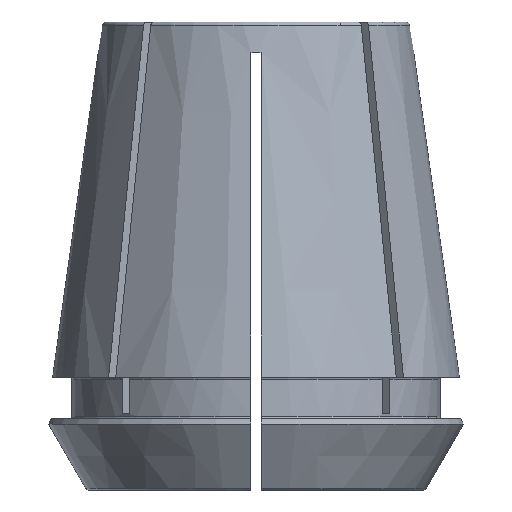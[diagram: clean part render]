
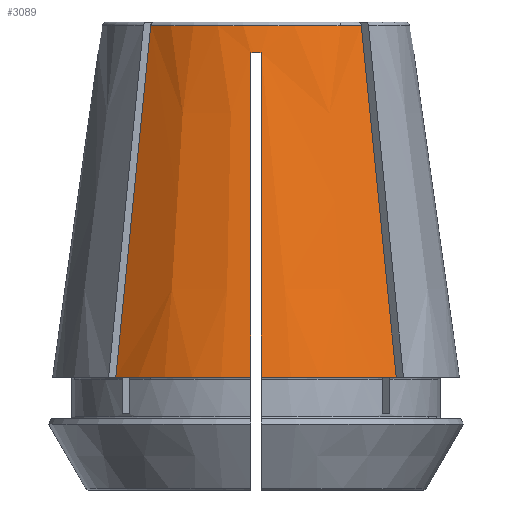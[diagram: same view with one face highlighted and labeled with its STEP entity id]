
A CAD part, front view. The second image highlights one B-rep face of the part: STEP entity #3089.
In plain terms, the highlighted conical face has half-angle 8 degrees and reference radius 15.095 mm.
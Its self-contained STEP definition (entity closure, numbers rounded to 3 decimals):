
#94=B_SPLINE_CURVE_WITH_KNOTS('',3,(#4583,#4584,#4585,#4586),
 .UNSPECIFIED.,.F.,.F.,(4,4),(0.,0.035),
 .UNSPECIFIED.);
#95=B_SPLINE_CURVE_WITH_KNOTS('',3,(#4590,#4591,#4592,#4593,#4594,#4595,
#4596),.UNSPECIFIED.,.F.,.F.,(4,3,4),(0.,0.027,
0.035),.UNSPECIFIED.);
#96=B_SPLINE_CURVE_WITH_KNOTS('',3,(#4600,#4601,#4602,#4603,#4604,#4605,
#4606,#4607,#4608,#4609),.UNSPECIFIED.,.F.,.F.,(4,3,3,4),(0.024,
0.028,0.056,0.056),.UNSPECIFIED.);
#97=B_SPLINE_CURVE_WITH_KNOTS('',3,(#4613,#4614,#4615,#4616,#4617,#4618,
#4619,#4620,#4621,#4622),.UNSPECIFIED.,.F.,.F.,(4,3,3,4),(0.024,
0.028,0.056,0.056),.UNSPECIFIED.);
#213=CONICAL_SURFACE('',#3285,15.095,0.14);
#686=ORIENTED_EDGE('',*,*,#1694,.T.);
#687=ORIENTED_EDGE('',*,*,#1695,.T.);
#688=ORIENTED_EDGE('',*,*,#1696,.F.);
#689=ORIENTED_EDGE('',*,*,#1697,.T.);
#690=ORIENTED_EDGE('',*,*,#1698,.T.);
#691=ORIENTED_EDGE('',*,*,#1699,.F.);
#692=ORIENTED_EDGE('',*,*,#1700,.F.);
#693=ORIENTED_EDGE('',*,*,#1701,.T.);
#1694=EDGE_CURVE('',#2198,#2199,#2519,.T.);
#1695=EDGE_CURVE('',#2199,#2200,#94,.T.);
#1696=EDGE_CURVE('',#2201,#2200,#2520,.T.);
#1697=EDGE_CURVE('',#2201,#2202,#95,.T.);
#1698=EDGE_CURVE('',#2202,#2203,#2521,.T.);
#1699=EDGE_CURVE('',#2204,#2203,#96,.T.);
#1700=EDGE_CURVE('',#2205,#2204,#2522,.T.);
#1701=EDGE_CURVE('',#2205,#2198,#97,.T.);
#2198=VERTEX_POINT('',#4581);
#2199=VERTEX_POINT('',#4582);
#2200=VERTEX_POINT('',#4587);
#2201=VERTEX_POINT('',#4589);
#2202=VERTEX_POINT('',#4597);
#2203=VERTEX_POINT('',#4599);
#2204=VERTEX_POINT('',#4610);
#2205=VERTEX_POINT('',#4612);
#2519=CIRCLE('',#3286,20.);
#2520=CIRCLE('',#3287,15.144);
#2521=CIRCLE('',#3288,20.);
#2522=CIRCLE('',#3289,15.517);
#2685=EDGE_LOOP('',(#686,#687,#688,#689,#690,#691,#692,#693));
#2853=FACE_BOUND('',#2685,.T.);
#3089=ADVANCED_FACE('',(#2853),#213,.T.);
#3285=AXIS2_PLACEMENT_3D('',#4579,#3664,#3665);
#3286=AXIS2_PLACEMENT_3D('',#4580,#3666,#3667);
#3287=AXIS2_PLACEMENT_3D('',#4588,#3668,#3669);
#3288=AXIS2_PLACEMENT_3D('',#4598,#3670,#3671);
#3289=AXIS2_PLACEMENT_3D('',#4611,#3672,#3673);
#3664=DIRECTION('',(0.,0.,-1.));
#3665=DIRECTION('',(-1.,0.,0.));
#3666=DIRECTION('',(0.,0.,1.));
#3667=DIRECTION('',(1.,0.,0.));
#3668=DIRECTION('',(0.,0.,1.));
#3669=DIRECTION('',(1.,0.,0.));
#3670=DIRECTION('',(0.,0.,1.));
#3671=DIRECTION('',(1.,0.,0.));
#3672=DIRECTION('',(0.,0.,-1.));
#3673=DIRECTION('',(-1.,0.,0.));
#4579=CARTESIAN_POINT('',(0.,0.,39.));
#4580=CARTESIAN_POINT('',(0.,0.,4.1));
#4581=CARTESIAN_POINT('',(0.5,-19.994,4.1));
#4582=CARTESIAN_POINT('',(13.784,-14.491,4.1));
#4583=CARTESIAN_POINT('',(13.784,-14.491,4.1));
#4584=CARTESIAN_POINT('',(12.639,-13.346,15.619));
#4585=CARTESIAN_POINT('',(11.494,-12.201,27.137));
#4586=CARTESIAN_POINT('',(10.349,-11.056,38.656));
#4587=CARTESIAN_POINT('',(10.349,-11.056,38.656));
#4588=CARTESIAN_POINT('',(0.,0.,38.656));
#4589=CARTESIAN_POINT('',(-10.349,-11.056,38.656));
#4590=CARTESIAN_POINT('',(-10.349,-11.056,38.656));
#4591=CARTESIAN_POINT('',(-11.221,-11.928,29.88));
#4592=CARTESIAN_POINT('',(-12.094,-12.801,21.104));
#4593=CARTESIAN_POINT('',(-12.966,-13.673,12.328));
#4594=CARTESIAN_POINT('',(-13.239,-13.946,9.585));
#4595=CARTESIAN_POINT('',(-13.512,-14.219,6.843));
#4596=CARTESIAN_POINT('',(-13.784,-14.491,4.1));
#4597=CARTESIAN_POINT('',(-13.784,-14.491,4.1));
#4598=CARTESIAN_POINT('',(0.,0.,4.1));
#4599=CARTESIAN_POINT('',(-0.5,-19.994,4.1));
#4600=CARTESIAN_POINT('',(-0.5,-15.509,36.));
#4601=CARTESIAN_POINT('',(-0.5,-15.694,34.684));
#4602=CARTESIAN_POINT('',(-0.5,-15.879,33.369));
#4603=CARTESIAN_POINT('',(-0.5,-16.064,32.053));
#4604=CARTESIAN_POINT('',(-0.5,-17.373,22.739));
#4605=CARTESIAN_POINT('',(-0.5,-18.683,13.425));
#4606=CARTESIAN_POINT('',(-0.5,-19.992,4.112));
#4607=CARTESIAN_POINT('',(-0.5,-19.993,4.108));
#4608=CARTESIAN_POINT('',(-0.5,-19.993,4.104));
#4609=CARTESIAN_POINT('',(-0.5,-19.994,4.1));
#4610=CARTESIAN_POINT('',(-0.5,-15.509,36.));
#4611=CARTESIAN_POINT('',(0.,0.,36.));
#4612=CARTESIAN_POINT('',(0.5,-15.509,36.));
#4613=CARTESIAN_POINT('',(0.5,-15.509,36.));
#4614=CARTESIAN_POINT('',(0.5,-15.694,34.684));
#4615=CARTESIAN_POINT('',(0.5,-15.879,33.369));
#4616=CARTESIAN_POINT('',(0.5,-16.064,32.053));
#4617=CARTESIAN_POINT('',(0.5,-17.373,22.739));
#4618=CARTESIAN_POINT('',(0.5,-18.683,13.425));
#4619=CARTESIAN_POINT('',(0.5,-19.992,4.112));
#4620=CARTESIAN_POINT('',(0.5,-19.993,4.108));
#4621=CARTESIAN_POINT('',(0.5,-19.993,4.104));
#4622=CARTESIAN_POINT('',(0.5,-19.994,4.1));
